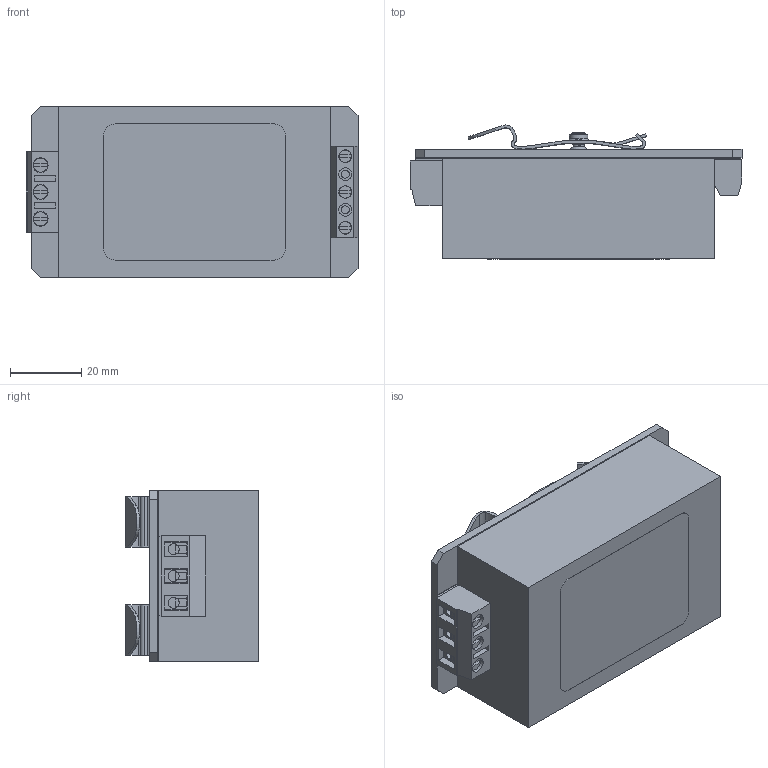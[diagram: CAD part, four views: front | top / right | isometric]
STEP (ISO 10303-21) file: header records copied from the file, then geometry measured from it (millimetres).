
FILE_DESCRIPTION (( 'STEP AP214' ), '1' );
FILE_NAME ('BP72015.STEP', '2022-04-20T19:03:47', ( '' ), ( '' ), 'SwSTEP 2.0', 'SolidWorks 2020', '' );
FILE_SCHEMA (( 'AUTOMOTIVE_DESIGN' ));
Length unit declared in the file: inch
Products named in the file (16): Label_model_ser_050059035; Tape_VHB_15W_TB; Round Spacer_#4 .25R,.875L; screw 4 Fl Hd_#4 x .25; Screw 4-40x_25 PHMS_90272A106; 860047460; 321214000a_15W_web model; ED115_3DS; 321214000 assembly_web model BP4; 850450260_850450260; 700055065_92010A216; covers_860047019; 730045025; BP72015; 700064205; 860047935 Rev B_860047937
Assembly tree (20 placements, depth 3):
  BP72015
    860047935 Rev B_860047937
    321214000 assembly_web model BP4
      321214000a_15W_web model
      Round Spacer_#4 .25R,.875L  x2
      Screw 4-40x_25 PHMS_90272A106  x2
    covers_860047019
    ED115_3DS
    730045025
    850450260_850450260
    Tape_VHB_15W_TB
    860047460
    screw 4 Fl Hd_#4 x .25  x2
    Label_model_ser_050059035
    700055065_92010A216  x2
    700064205  x2
Bounding box: 92.88 x 37.43 x 48.01 mm (x, y, z)
Volume: 37504.7 mm3; surface area: 63117.6 mm2
Topology: 25 solids, 25 shells, 1076 faces, 2881 edges, 1886 vertices
Faces by surface type: cylinder 532, plane 430, cone 88, bspline 14, torus 8, sphere 4
Entity records: 31183 total; most frequent: CARTESIAN_POINT 6983, DIRECTION 4395, ORIENTED_EDGE 4364, EDGE_CURVE 2182, AXIS2_PLACEMENT_3D 1612, VERTEX_POINT 1434, LINE 1171, VECTOR 1171
